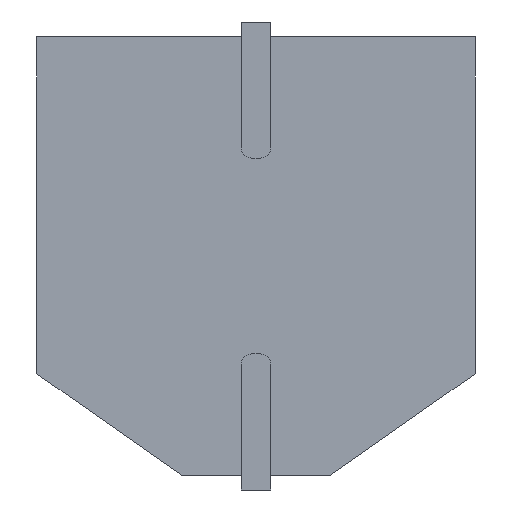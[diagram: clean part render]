
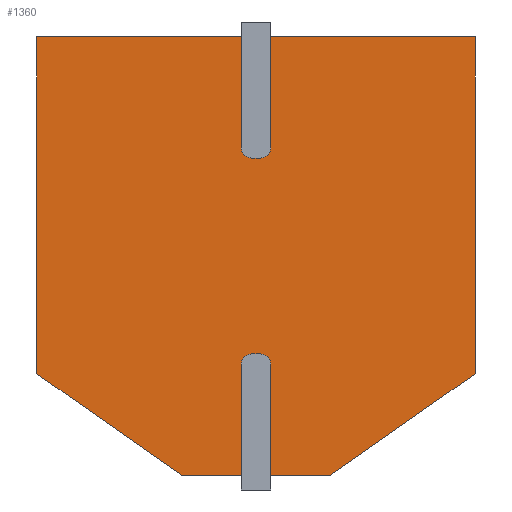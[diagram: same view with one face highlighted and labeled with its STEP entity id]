
A CAD part, front view. The second image highlights one B-rep face of the part: STEP entity #1360.
In plain terms, the highlighted planar face has unit normal (0, -1, 0).
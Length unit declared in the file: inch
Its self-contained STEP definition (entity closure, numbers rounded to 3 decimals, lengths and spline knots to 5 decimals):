
#22 = CARTESIAN_POINT ( 'NONE',  ( 0.00378, 0., 0.09055 ) ) ;
#26 = EDGE_CURVE ( 'NONE', #995, #783, #1512, .T. ) ;
#76 = CARTESIAN_POINT ( 'NONE',  ( 0.00378, 0., -0.09055 ) ) ;
#96 = VERTEX_POINT ( 'NONE', #866 ) ;
#110 = LINE ( 'NONE', #569, #1346 ) ;
#112 = VECTOR ( 'NONE', #1007, 39.37008 ) ;
#117 = ORIENTED_EDGE ( 'NONE', *, *, #833, .F. ) ;
#127 = CARTESIAN_POINT ( 'NONE',  ( 0.01378, 0., -0.20276 ) ) ;
#131 = VERTEX_POINT ( 'NONE', #127 ) ;
#142 = CIRCLE ( 'NONE', #452, 0.01 ) ;
#143 = CIRCLE ( 'NONE', #474, 0.01 ) ;
#151 = LINE ( 'NONE', #975, #506 ) ;
#180 = CARTESIAN_POINT ( 'NONE',  ( -0.0689, 0., -0.20276 ) ) ;
#183 = DIRECTION ( 'NONE',  ( 1., 0., 0. ) ) ;
#187 = AXIS2_PLACEMENT_3D ( 'NONE', #648, #790, #415 ) ;
#193 = ORIENTED_EDGE ( 'NONE', *, *, #1347, .F. ) ;
#197 = ORIENTED_EDGE ( 'NONE', *, *, #551, .F. ) ;
#206 = CARTESIAN_POINT ( 'NONE',  ( -0.01378, 0., -0.10055 ) ) ;
#228 = LINE ( 'NONE', #384, #261 ) ;
#261 = VECTOR ( 'NONE', #284, 39.37008 ) ;
#271 = ORIENTED_EDGE ( 'NONE', *, *, #367, .T. ) ;
#280 = DIRECTION ( 'NONE',  ( 0.819, 0., 0.574 ) ) ;
#281 = DIRECTION ( 'NONE',  ( 0., 0., 1. ) ) ;
#284 = DIRECTION ( 'NONE',  ( -0.819, 0., 0.574 ) ) ;
#287 = DIRECTION ( 'NONE',  ( -1., 0., 0. ) ) ;
#296 = CARTESIAN_POINT ( 'NONE',  ( 0., 0., 0.20276 ) ) ;
#308 = ORIENTED_EDGE ( 'NONE', *, *, #450, .F. ) ;
#311 = CARTESIAN_POINT ( 'NONE',  ( 0.00378, 0., 0.10055 ) ) ;
#313 = DIRECTION ( 'NONE',  ( 1., 0., 0. ) ) ;
#324 = DIRECTION ( 'NONE',  ( 0., 0., -1. ) ) ;
#339 = EDGE_CURVE ( 'NONE', #374, #1333, #228, .T. ) ;
#346 = EDGE_CURVE ( 'NONE', #977, #974, #1503, .T. ) ;
#355 = CARTESIAN_POINT ( 'NONE',  ( 0.00378, 0., -0.10055 ) ) ;
#367 = EDGE_CURVE ( 'NONE', #131, #1313, #402, .T. ) ;
#370 = ORIENTED_EDGE ( 'NONE', *, *, #1122, .F. ) ;
#374 = VERTEX_POINT ( 'NONE', #180 ) ;
#384 = CARTESIAN_POINT ( 'NONE',  ( -0.11793, 0., -0.16842 ) ) ;
#402 = LINE ( 'NONE', #793, #1291 ) ;
#415 = DIRECTION ( 'NONE',  ( 0., 0., 1. ) ) ;
#424 = LINE ( 'NONE', #999, #112 ) ;
#437 = DIRECTION ( 'NONE',  ( 0., 0., -1. ) ) ;
#442 = CARTESIAN_POINT ( 'NONE',  ( -0.01378, 0., -0.20276 ) ) ;
#450 = EDGE_CURVE ( 'NONE', #1378, #834, #110, .T. ) ;
#452 = AXIS2_PLACEMENT_3D ( 'NONE', #355, #1314, #1569 ) ;
#465 = VERTEX_POINT ( 'NONE', #76 ) ;
#474 = AXIS2_PLACEMENT_3D ( 'NONE', #311, #571, #1407 ) ;
#499 = DIRECTION ( 'NONE',  ( 0., -1., 0. ) ) ;
#506 = VECTOR ( 'NONE', #280, 39.37008 ) ;
#511 = ORIENTED_EDGE ( 'NONE', *, *, #26, .F. ) ;
#521 = CARTESIAN_POINT ( 'NONE',  ( -0.00378, 0., -0.09055 ) ) ;
#529 = ORIENTED_EDGE ( 'NONE', *, *, #1308, .F. ) ;
#535 = CARTESIAN_POINT ( 'NONE',  ( 0.0689, 0., -0.20276 ) ) ;
#536 = DIRECTION ( 'NONE',  ( 0., -1., 0. ) ) ;
#537 = VECTOR ( 'NONE', #281, 39.37008 ) ;
#544 = VECTOR ( 'NONE', #759, 39.37008 ) ;
#551 = EDGE_CURVE ( 'NONE', #96, #995, #1103, .T. ) ;
#569 = CARTESIAN_POINT ( 'NONE',  ( 0.20276, 0., 0. ) ) ;
#570 = VECTOR ( 'NONE', #1228, 39.37008 ) ;
#571 = DIRECTION ( 'NONE',  ( 0., -1., 0. ) ) ;
#572 = CARTESIAN_POINT ( 'NONE',  ( -0.00378, 0., 0.09055 ) ) ;
#578 = ORIENTED_EDGE ( 'NONE', *, *, #346, .F. ) ;
#612 = VERTEX_POINT ( 'NONE', #967 ) ;
#642 = VECTOR ( 'NONE', #183, 39.37008 ) ;
#646 = VERTEX_POINT ( 'NONE', #741 ) ;
#648 = CARTESIAN_POINT ( 'NONE',  ( 0., 0., 0. ) ) ;
#670 = CARTESIAN_POINT ( 'NONE',  ( -0.00378, 0., -0.10055 ) ) ;
#683 = EDGE_CURVE ( 'NONE', #1313, #834, #151, .T. ) ;
#741 = CARTESIAN_POINT ( 'NONE',  ( 0.01378, 0., 0.10055 ) ) ;
#742 = ORIENTED_EDGE ( 'NONE', *, *, #843, .F. ) ;
#759 = DIRECTION ( 'NONE',  ( 1., 0., 0. ) ) ;
#771 = CARTESIAN_POINT ( 'NONE',  ( -0.20276, 0., -0.10903 ) ) ;
#774 = LINE ( 'NONE', #1105, #544 ) ;
#779 = VERTEX_POINT ( 'NONE', #22 ) ;
#783 = VERTEX_POINT ( 'NONE', #1230 ) ;
#790 = DIRECTION ( 'NONE',  ( 0., 1., 0. ) ) ;
#793 = CARTESIAN_POINT ( 'NONE',  ( 0., 0., -0.20276 ) ) ;
#811 = DIRECTION ( 'NONE',  ( 0., 0., -1. ) ) ;
#828 = DIRECTION ( 'NONE',  ( 0., 0., -1. ) ) ;
#833 = EDGE_CURVE ( 'NONE', #612, #1378, #1462, .T. ) ;
#834 = VERTEX_POINT ( 'NONE', #1381 ) ;
#835 = CARTESIAN_POINT ( 'NONE',  ( 0.01378, 0., -0.10055 ) ) ;
#843 = EDGE_CURVE ( 'NONE', #646, #612, #424, .T. ) ;
#861 = LINE ( 'NONE', #1134, #537 ) ;
#866 = CARTESIAN_POINT ( 'NONE',  ( -0.20276, 0., 0.20276 ) ) ;
#878 = FACE_OUTER_BOUND ( 'NONE', #1141, .T. ) ;
#886 = PLANE ( 'NONE',  #187 ) ;
#905 = DIRECTION ( 'NONE',  ( 0., 0., -1. ) ) ;
#919 = EDGE_CURVE ( 'NONE', #974, #1491, #924, .T. ) ;
#923 = CIRCLE ( 'NONE', #1014, 0.01 ) ;
#924 = LINE ( 'NONE', #930, #1440 ) ;
#930 = CARTESIAN_POINT ( 'NONE',  ( -0.01378, 0., -0.10055 ) ) ;
#953 = EDGE_CURVE ( 'NONE', #779, #646, #143, .T. ) ;
#963 = CARTESIAN_POINT ( 'NONE',  ( -0.00378, 0., 0.10055 ) ) ;
#967 = CARTESIAN_POINT ( 'NONE',  ( 0.01378, 0., 0.20276 ) ) ;
#974 = VERTEX_POINT ( 'NONE', #206 ) ;
#975 = CARTESIAN_POINT ( 'NONE',  ( 0.11793, 0., -0.16842 ) ) ;
#977 = VERTEX_POINT ( 'NONE', #1162 ) ;
#995 = VERTEX_POINT ( 'NONE', #1021 ) ;
#999 = CARTESIAN_POINT ( 'NONE',  ( 0.01378, 0., 0.10055 ) ) ;
#1007 = DIRECTION ( 'NONE',  ( 0., 0., 1. ) ) ;
#1014 = AXIS2_PLACEMENT_3D ( 'NONE', #963, #499, #437 ) ;
#1017 = DIRECTION ( 'NONE',  ( 1., 0., 0. ) ) ;
#1021 = CARTESIAN_POINT ( 'NONE',  ( -0.01378, 0., 0.20276 ) ) ;
#1025 = VECTOR ( 'NONE', #1090, 39.37008 ) ;
#1048 = ORIENTED_EDGE ( 'NONE', *, *, #683, .T. ) ;
#1051 = VERTEX_POINT ( 'NONE', #835 ) ;
#1064 = EDGE_CURVE ( 'NONE', #1051, #465, #142, .T. ) ;
#1090 = DIRECTION ( 'NONE',  ( 1., 0., 0. ) ) ;
#1093 = LINE ( 'NONE', #521, #1496 ) ;
#1103 = LINE ( 'NONE', #1199, #1025 ) ;
#1105 = CARTESIAN_POINT ( 'NONE',  ( 0., 0., -0.20276 ) ) ;
#1121 = ORIENTED_EDGE ( 'NONE', *, *, #953, .F. ) ;
#1122 = EDGE_CURVE ( 'NONE', #783, #1395, #923, .T. ) ;
#1134 = CARTESIAN_POINT ( 'NONE',  ( 0.01378, 0., -0.10055 ) ) ;
#1141 = EDGE_LOOP ( 'NONE', ( #511, #197, #1400, #1468, #1244, #1163, #578, #529, #1143, #193, #271, #1048, #308, #117, #742, #1121, #1298, #370 ) ) ;
#1143 = ORIENTED_EDGE ( 'NONE', *, *, #1064, .F. ) ;
#1160 = AXIS2_PLACEMENT_3D ( 'NONE', #670, #536, #905 ) ;
#1162 = CARTESIAN_POINT ( 'NONE',  ( -0.00378, 0., -0.09055 ) ) ;
#1163 = ORIENTED_EDGE ( 'NONE', *, *, #919, .F. ) ;
#1164 = CARTESIAN_POINT ( 'NONE',  ( -0.00378, 0., 0.09055 ) ) ;
#1179 = CARTESIAN_POINT ( 'NONE',  ( -0.01378, 0., 0.10055 ) ) ;
#1186 = VECTOR ( 'NONE', #828, 39.37008 ) ;
#1199 = CARTESIAN_POINT ( 'NONE',  ( 0., 0., 0.20276 ) ) ;
#1228 = DIRECTION ( 'NONE',  ( 0., 0., -1. ) ) ;
#1230 = CARTESIAN_POINT ( 'NONE',  ( -0.01378, 0., 0.10055 ) ) ;
#1244 = ORIENTED_EDGE ( 'NONE', *, *, #1545, .T. ) ;
#1245 = CARTESIAN_POINT ( 'NONE',  ( -0.20276, 0., 0. ) ) ;
#1291 = VECTOR ( 'NONE', #313, 39.37008 ) ;
#1298 = ORIENTED_EDGE ( 'NONE', *, *, #1434, .F. ) ;
#1308 = EDGE_CURVE ( 'NONE', #465, #977, #1093, .T. ) ;
#1313 = VERTEX_POINT ( 'NONE', #535 ) ;
#1314 = DIRECTION ( 'NONE',  ( 0., -1., 0. ) ) ;
#1333 = VERTEX_POINT ( 'NONE', #771 ) ;
#1343 = LINE ( 'NONE', #572, #1521 ) ;
#1346 = VECTOR ( 'NONE', #811, 39.37008 ) ;
#1347 = EDGE_CURVE ( 'NONE', #131, #1051, #861, .T. ) ;
#1360 = ADVANCED_FACE ( 'NONE', ( #878 ), #886, .F. ) ;
#1375 = CARTESIAN_POINT ( 'NONE',  ( 0.20276, 0., 0.20276 ) ) ;
#1378 = VERTEX_POINT ( 'NONE', #1375 ) ;
#1381 = CARTESIAN_POINT ( 'NONE',  ( 0.20276, 0., -0.10903 ) ) ;
#1395 = VERTEX_POINT ( 'NONE', #1164 ) ;
#1400 = ORIENTED_EDGE ( 'NONE', *, *, #1557, .T. ) ;
#1407 = DIRECTION ( 'NONE',  ( 0., 0., -1. ) ) ;
#1434 = EDGE_CURVE ( 'NONE', #1395, #779, #1343, .T. ) ;
#1440 = VECTOR ( 'NONE', #324, 39.37008 ) ;
#1458 = LINE ( 'NONE', #1245, #570 ) ;
#1462 = LINE ( 'NONE', #296, #642 ) ;
#1468 = ORIENTED_EDGE ( 'NONE', *, *, #339, .F. ) ;
#1491 = VERTEX_POINT ( 'NONE', #442 ) ;
#1496 = VECTOR ( 'NONE', #287, 39.37008 ) ;
#1503 = CIRCLE ( 'NONE', #1160, 0.01 ) ;
#1512 = LINE ( 'NONE', #1179, #1186 ) ;
#1521 = VECTOR ( 'NONE', #1017, 39.37008 ) ;
#1545 = EDGE_CURVE ( 'NONE', #374, #1491, #774, .T. ) ;
#1557 = EDGE_CURVE ( 'NONE', #96, #1333, #1458, .T. ) ;
#1569 = DIRECTION ( 'NONE',  ( 0., 0., 1. ) ) ;
